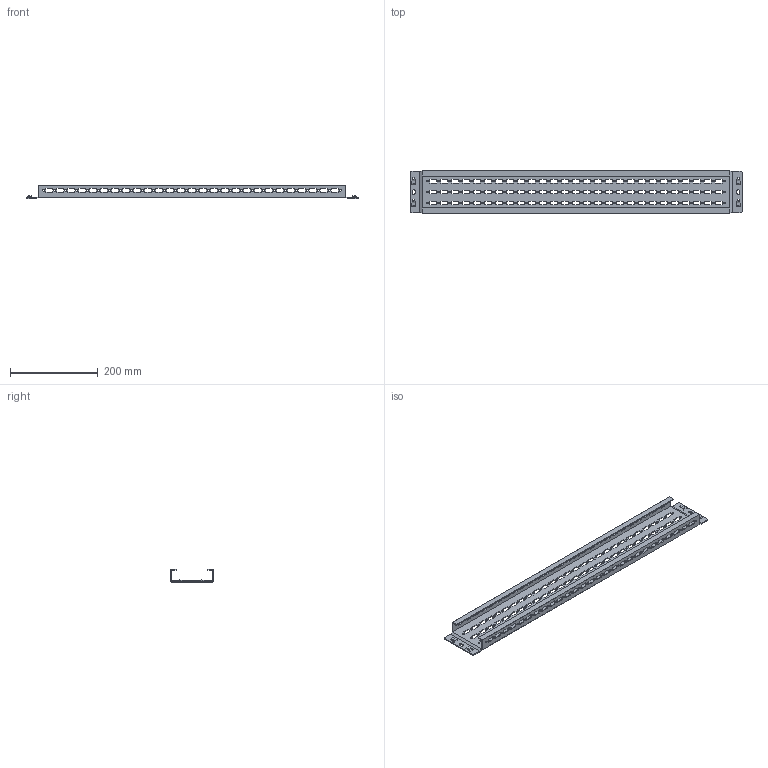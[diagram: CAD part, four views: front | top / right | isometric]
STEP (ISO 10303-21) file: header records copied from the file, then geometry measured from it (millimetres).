
FILE_DESCRIPTION (( 'STEP AP214' ), '1' );
FILE_NAME ('TTK810.STEP', '2025-09-10T19:50:31', ( '' ), ( '' ), 'SwSTEP 2.0', 'SolidWorks 2024', '' );
FILE_SCHEMA (( 'AUTOMOTIVE_DESIGN' ));
Length unit declared in the file: millimetre
Products named in the file (1): TTK810
Bounding box: 756 x 98.5 x 31 mm (x, y, z)
Volume: 211705 mm3; surface area: 232745.1 mm2
Topology: 1 solids, 1 shells, 806 faces, 2534 edges, 1722 vertices
Faces by surface type: plane 658, cylinder 148
Full cylindrical faces by diameter (mm): 4.25 x140
Entity records: 27507 total; most frequent: CARTESIAN_POINT 4751, ORIENTED_EDGE 4592, DIRECTION 4190, EDGE_CURVE 2296, LINE 2000, VECTOR 2000, VERTEX_POINT 1624, EDGE_LOOP 1516
